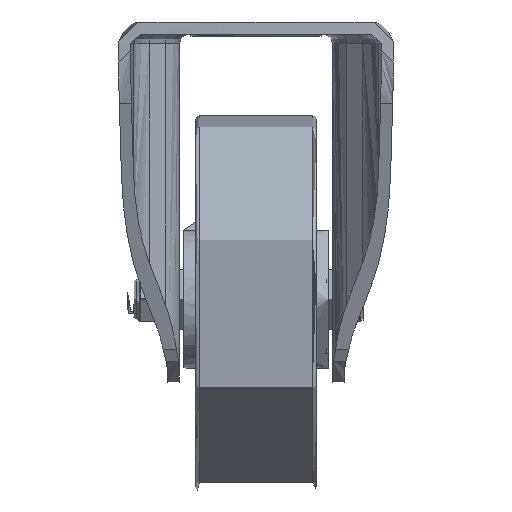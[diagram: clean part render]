
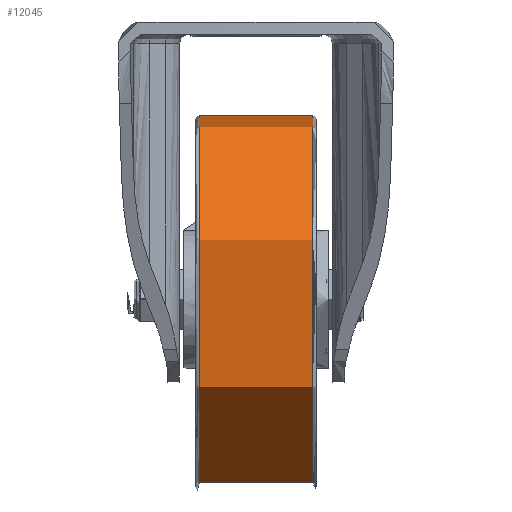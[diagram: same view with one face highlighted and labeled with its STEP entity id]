
A CAD part, left-side view. The second image highlights one B-rep face of the part: STEP entity #12045.
In plain terms, the highlighted cylindrical face has radius 80 mm (diameter 160 mm), a full revolution.
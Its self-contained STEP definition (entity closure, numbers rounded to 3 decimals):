
#1641=FACE_OUTER_BOUND('',#2448,.T.);
#2448=EDGE_LOOP('',(#8894,#8895,#8896,#8897,#8898,#8899));
#3379=LINE('',#19310,#3883);
#3883=VECTOR('',#15277,80.);
#4334=CIRCLE('',#13176,80.);
#4335=CIRCLE('',#13177,80.);
#4336=CIRCLE('',#13178,80.);
#4337=CIRCLE('',#13179,80.);
#5301=VERTEX_POINT('',#19306);
#5302=VERTEX_POINT('',#19307);
#5303=VERTEX_POINT('',#19309);
#5304=VERTEX_POINT('',#19311);
#6618=EDGE_CURVE('',#5301,#5302,#4334,.T.);
#6619=EDGE_CURVE('',#5301,#5303,#3379,.T.);
#6620=EDGE_CURVE('',#5304,#5303,#4335,.T.);
#6621=EDGE_CURVE('',#5303,#5304,#4336,.T.);
#6622=EDGE_CURVE('',#5302,#5301,#4337,.T.);
#8894=ORIENTED_EDGE('',*,*,#6618,.F.);
#8895=ORIENTED_EDGE('',*,*,#6619,.T.);
#8896=ORIENTED_EDGE('',*,*,#6620,.F.);
#8897=ORIENTED_EDGE('',*,*,#6621,.F.);
#8898=ORIENTED_EDGE('',*,*,#6619,.F.);
#8899=ORIENTED_EDGE('',*,*,#6622,.F.);
#11735=CYLINDRICAL_SURFACE('',#13175,80.);
#12045=ADVANCED_FACE('',(#1641),#11735,.T.);
#13175=AXIS2_PLACEMENT_3D('',#19305,#15273,#15274);
#13176=AXIS2_PLACEMENT_3D('',#19308,#15275,#15276);
#13177=AXIS2_PLACEMENT_3D('',#19312,#15278,#15279);
#13178=AXIS2_PLACEMENT_3D('',#19313,#15280,#15281);
#13179=AXIS2_PLACEMENT_3D('',#19314,#15282,#15283);
#15273=DIRECTION('center_axis',(0.,-1.,0.));
#15274=DIRECTION('ref_axis',(0.,0.,1.));
#15275=DIRECTION('center_axis',(0.,-1.,0.));
#15276=DIRECTION('ref_axis',(0.,0.,
-1.));
#15277=DIRECTION('',(0.,1.,0.));
#15278=DIRECTION('center_axis',(0.,1.,0.));
#15279=DIRECTION('ref_axis',(0.,0.,
-1.));
#15280=DIRECTION('center_axis',(0.,1.,0.));
#15281=DIRECTION('ref_axis',(0.,0.,
-1.));
#15282=DIRECTION('center_axis',(0.,-1.,0.));
#15283=DIRECTION('ref_axis',(0.,0.,
-1.));
#19305=CARTESIAN_POINT('Origin',(0.,0.,0.));
#19306=CARTESIAN_POINT('',(0.,-23.5,-80.));
#19307=CARTESIAN_POINT('',(0.,-23.5,80.));
#19308=CARTESIAN_POINT('Origin',(0.,-23.5,0.));
#19309=CARTESIAN_POINT('',(0.,23.5,-80.));
#19310=CARTESIAN_POINT('',(0.,0.,-80.));
#19311=CARTESIAN_POINT('',(0.,23.5,80.));
#19312=CARTESIAN_POINT('Origin',(0.,23.5,0.));
#19313=CARTESIAN_POINT('Origin',(0.,23.5,0.));
#19314=CARTESIAN_POINT('Origin',(0.,-23.5,0.));
